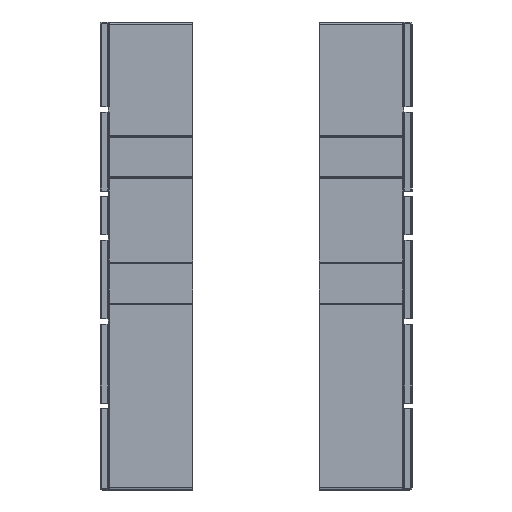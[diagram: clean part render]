
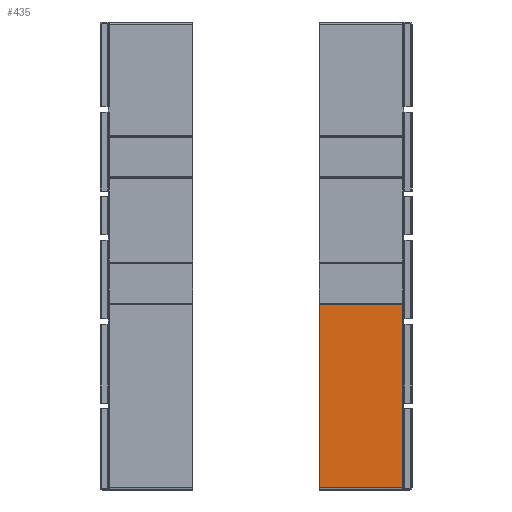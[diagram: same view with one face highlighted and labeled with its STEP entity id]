
A CAD part, left-side view. The second image highlights one B-rep face of the part: STEP entity #435.
In plain terms, the highlighted planar face has unit normal (-1, 0, 0).
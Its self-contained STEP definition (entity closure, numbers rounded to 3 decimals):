
#435=ADVANCED_FACE('',(#1499),#1500,.F.);
#1499=FACE_OUTER_BOUND('',#3215,.T.);
#1500=PLANE('',#3216);
#3215=EDGE_LOOP('',(#6125,#6126,#6127,#6128));
#3216=AXIS2_PLACEMENT_3D('',#6129,#6130,#6131);
#6125=ORIENTED_EDGE('',*,*,#12075,.T.);
#6126=ORIENTED_EDGE('',*,*,#12043,.T.);
#6127=ORIENTED_EDGE('',*,*,#12357,.F.);
#6128=ORIENTED_EDGE('',*,*,#12358,.T.);
#6129=CARTESIAN_POINT('',(3.2,-49.0,30.0));
#6130=DIRECTION('',(1.0,0.,0.0));
#6131=DIRECTION('',(0.,-1.0,0.0));
#12043=EDGE_CURVE('',#14680,#14678,#14681,.T.);
#12075=EDGE_CURVE('',#14743,#14680,#14744,.T.);
#12357=EDGE_CURVE('',#15181,#14678,#15182,.T.);
#12358=EDGE_CURVE('',#15181,#14743,#15183,.T.);
#14678=VERTEX_POINT('',#18651);
#14680=VERTEX_POINT('',#18653);
#14681=LINE('',#18654,#18655);
#14743=VERTEX_POINT('',#18732);
#14744=LINE('',#18733,#18734);
#15181=VERTEX_POINT('',#19329);
#15182=LINE('',#19330,#19331);
#15183=LINE('',#19332,#19333);
#18651=CARTESIAN_POINT('',(3.2,-3.4,-10.0));
#18653=CARTESIAN_POINT('',(3.2,-3.4,9.7));
#18654=CARTESIAN_POINT('',(3.2,-3.4,0.0));
#18655=VECTOR('',#23492,1.0);
#18732=CARTESIAN_POINT('',(3.2,-48.5,9.7));
#18733=CARTESIAN_POINT('',(3.2,-21.25,9.7));
#18734=VECTOR('',#23556,1.0);
#19329=CARTESIAN_POINT('',(3.2,-48.5,-10.0));
#19330=CARTESIAN_POINT('',(3.2,10.302,-10.0));
#19331=VECTOR('',#24084,1.0);
#19332=CARTESIAN_POINT('',(3.2,-48.5,30.0));
#19333=VECTOR('',#24085,1.0);
#23492=DIRECTION('',(0.0,0.0,-1.0));
#23556=DIRECTION('',(0.,1.0,0.0));
#24084=DIRECTION('',(0.,1.0,0.));
#24085=DIRECTION('',(0.0,0.0,1.0));
